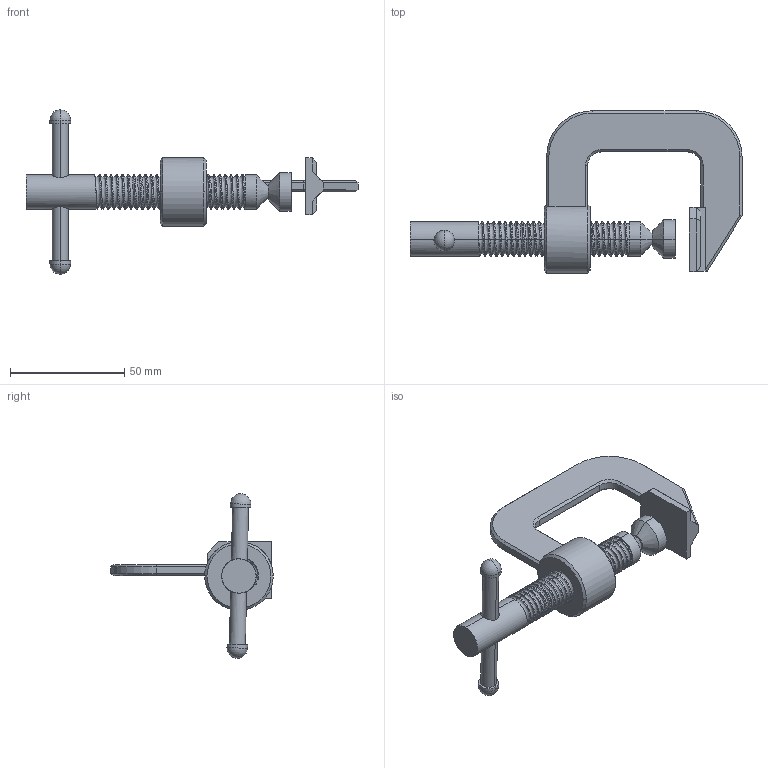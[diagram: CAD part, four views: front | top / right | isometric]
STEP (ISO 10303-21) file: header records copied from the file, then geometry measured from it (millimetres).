
FILE_DESCRIPTION(('CATIA V5 STEP Exchange'),'2;1');
FILE_NAME('FinalClamp.stp','2021-06-01T14:08:32+00:00',('none'),('none'),'CATIA Version 5 Release 21 SP 6 (IN-10)','CATIA V5 STEP AP203','none');
FILE_SCHEMA(('CONFIG_CONTROL_DESIGN'));
Length unit declared in the file: millimetre
Products named in the file (1): FinalClamp
Assembly tree (2 placements, depth 2):
  FinalClamp
    #57
    #15966
Bounding box: 145.28 x 71.1 x 71.98 mm (x, y, z)
Volume: 46085.2 mm3; surface area: 20942.5 mm2
Topology: 3 solids, 3 shells, 303 faces, 788 edges, 490 vertices
Faces by surface type: bspline 142, cylinder 87, plane 54, cone 16, sphere 4
Entity records: 21796 total; most frequent: CARTESIAN_POINT 16509, ORIENTED_EDGE 1568, EDGE_CURVE 784, VERTEX_POINT 488, DIRECTION 434, B_SPLINE_CURVE_WITH_KNOTS 318, EDGE_LOOP 308, ADVANCED_FACE 303
